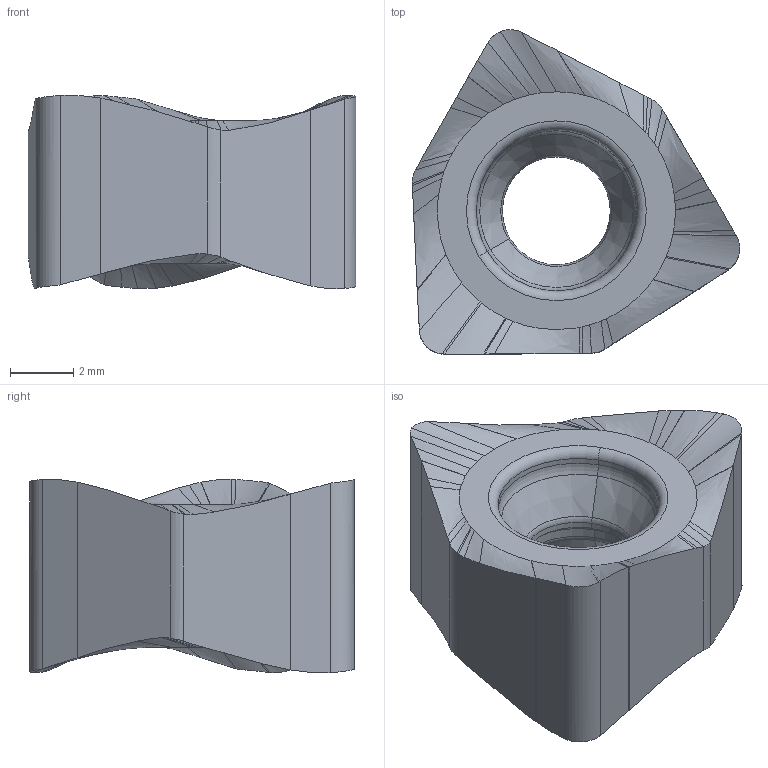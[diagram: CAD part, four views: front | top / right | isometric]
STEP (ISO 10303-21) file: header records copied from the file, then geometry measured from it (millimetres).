
FILE_DESCRIPTION(/* description */ (''),/* implementation_level */ '2;1');
FILE_NAME(/* name */ '6NGU0906080PNFR-L.stp',/* time_stamp */ '2023-10-12T15:40:08+09:00',/* author */ (''),/* organization */ (''),/* preprocessor_version */ 'ST-DEVELOPER v16',/* originating_system */ 'SIEMENS PLM Software NX 10.0',/* authorisation */ '');
FILE_SCHEMA (('AUTOMOTIVE_DESIGN { 1 0 10303 214 3 1 1 1 }'));
Length unit declared in the file: millimetre
Products named in the file (1): 6NGU0906080PNFR-L
Bounding box: 10.33 x 10.23 x 6.1 mm (x, y, z)
Volume: 281.7 mm3; surface area: 347 mm2
Topology: 1 solids, 1 shells, 145 faces, 414 edges, 320 vertices
Faces by surface type: bspline 92, plane 15, torus 14, cone 12, cylinder 12
Entity records: 9945 total; most frequent: CARTESIAN_POINT 6791, ORIENTED_EDGE 736, EDGE_CURVE 368, DIRECTION 342, B_SPLINE_CURVE_WITH_KNOTS 230, VERTEX_POINT 226, EDGE_LOOP 148, ADVANCED_FACE 145
